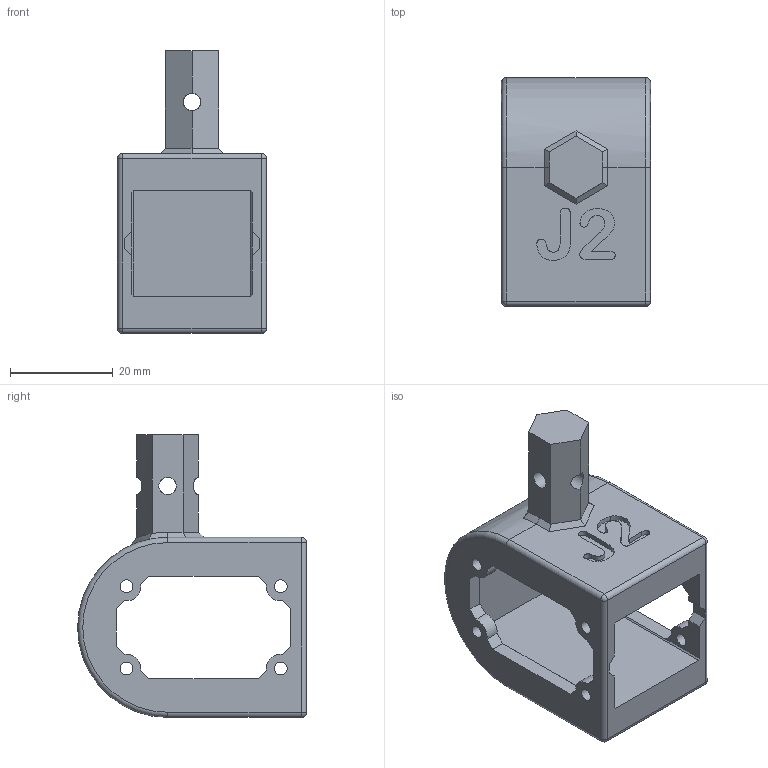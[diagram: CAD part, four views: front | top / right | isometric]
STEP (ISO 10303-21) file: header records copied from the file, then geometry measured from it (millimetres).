
FILE_DESCRIPTION(('HOOPS Exchange Step'),'2;1');
FILE_NAME('temp_export','2025-01-14T14:02:19+10:00',('mobile'),('Shapr3D Limited'),'HOOPS Exchange 2024.6','Shapr3D','Authorized');
FILE_SCHEMA( ('AP242_MANAGED_MODEL_BASED_3D_ENGINEERING_MIM_LF {1 0 10303 442 1 1 4 }') );
Length unit declared in the file: millimetre
Products named in the file (1): root
Bounding box: 29 x 44.5 x 55 mm (x, y, z)
Volume: 21596.4 mm3; surface area: 9339.1 mm2
Topology: 1 solids, 1 shells, 124 faces, 350 edges, 221 vertices
Faces by surface type: plane 69, cylinder 33, bspline 14, sphere 4, torus 2, cone 2
Full cylindrical faces by diameter (mm): 2.5 x8, 3.4 x4
Entity records: 4408 total; most frequent: CARTESIAN_POINT 1178, ORIENTED_EDGE 692, DIRECTION 620, EDGE_CURVE 346, VECTOR 234, LINE 234, VERTEX_POINT 221, AXIS2_PLACEMENT_3D 193
